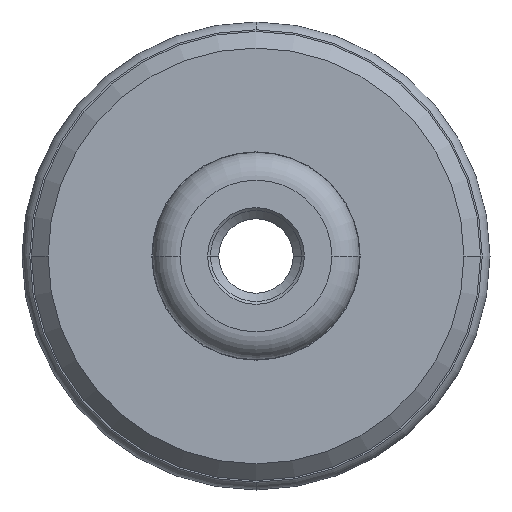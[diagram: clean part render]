
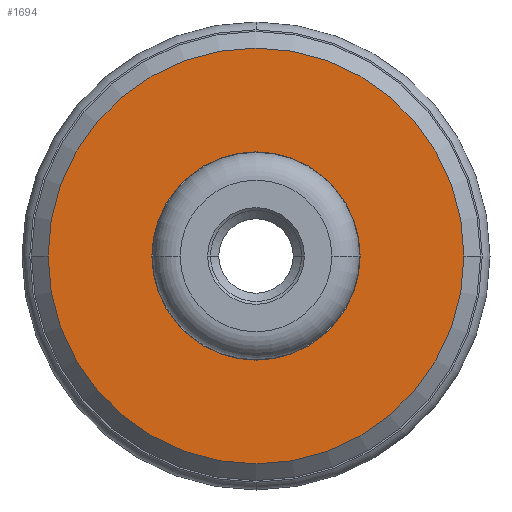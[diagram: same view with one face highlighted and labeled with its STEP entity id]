
A CAD part, left-side view. The second image highlights one B-rep face of the part: STEP entity #1694.
In plain terms, the highlighted planar face has unit normal (-1, 0, 0).
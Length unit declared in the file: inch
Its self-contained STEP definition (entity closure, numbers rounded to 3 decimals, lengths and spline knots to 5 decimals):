
#646=CARTESIAN_POINT('',(-0.5575,0.,0.));
#647=DIRECTION('',(-1.,0.,0.));
#648=DIRECTION('',(0.,-1.,0.));
#649=AXIS2_PLACEMENT_3D('',#646,#647,#648);
#651=CARTESIAN_POINT('',(-0.5575,0.,0.));
#652=DIRECTION('',(-1.,0.,0.));
#653=DIRECTION('',(0.,1.,0.));
#654=AXIS2_PLACEMENT_3D('',#651,#652,#653);
#656=CARTESIAN_POINT('',(-0.5575,0.,0.));
#657=DIRECTION('',(1.,0.,0.));
#658=DIRECTION('',(0.,1.,0.));
#659=AXIS2_PLACEMENT_3D('',#656,#657,#658);
#661=CARTESIAN_POINT('',(-0.5575,0.,0.));
#662=DIRECTION('',(1.,0.,0.));
#663=DIRECTION('',(0.,-1.,0.));
#664=AXIS2_PLACEMENT_3D('',#661,#662,#663);
#782=CARTESIAN_POINT('',(-0.5575,-0.3745,0.));
#783=CARTESIAN_POINT('',(-0.5575,0.3745,0.));
#784=VERTEX_POINT('',#782);
#785=VERTEX_POINT('',#783);
#870=CARTESIAN_POINT('',(-0.5575,0.1875,0.));
#871=CARTESIAN_POINT('',(-0.5575,-0.1875,0.));
#872=VERTEX_POINT('',#870);
#873=VERTEX_POINT('',#871);
#1678=CARTESIAN_POINT('',(-0.5575,0.,0.));
#1679=DIRECTION('',(-1.,0.,0.));
#1680=DIRECTION('',(0.,1.,0.));
#1681=AXIS2_PLACEMENT_3D('',#1678,#1679,#1680);
#1682=PLANE('',#1681);
#1684=ORIENTED_EDGE('',*,*,#1683,.F.);
#1685=ORIENTED_EDGE('',*,*,#1668,.F.);
#1686=EDGE_LOOP('',(#1684,#1685));
#1687=FACE_OUTER_BOUND('',#1686,.F.);
#1689=ORIENTED_EDGE('',*,*,#1688,.F.);
#1691=ORIENTED_EDGE('',*,*,#1690,.F.);
#1692=EDGE_LOOP('',(#1689,#1691));
#1693=FACE_BOUND('',#1692,.F.);
#650=CIRCLE('',#649,0.3745);
#655=CIRCLE('',#654,0.3745);
#660=CIRCLE('',#659,0.1875);
#665=CIRCLE('',#664,0.1875);
#1668=EDGE_CURVE('',#785,#784,#655,.T.);
#1683=EDGE_CURVE('',#784,#785,#650,.T.);
#1688=EDGE_CURVE('',#872,#873,#660,.T.);
#1690=EDGE_CURVE('',#873,#872,#665,.T.);
#1694=ADVANCED_FACE('',(#1687,#1693),#1682,.T.);
